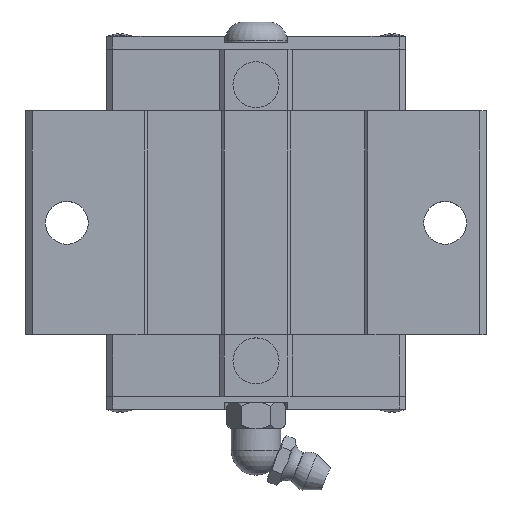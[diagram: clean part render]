
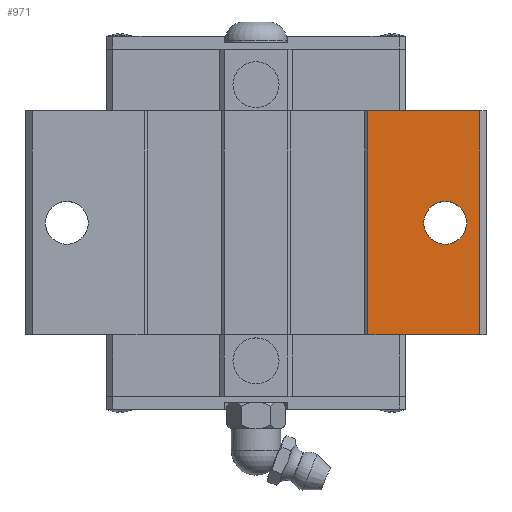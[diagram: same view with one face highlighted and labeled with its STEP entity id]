
A CAD part, top view. The second image highlights one B-rep face of the part: STEP entity #971.
In plain terms, the highlighted planar face has unit normal (0, 0, 1).
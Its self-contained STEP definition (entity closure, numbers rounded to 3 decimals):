
#971=ADVANCED_FACE('',(#1995,#1996),#1997,.T.);
#1995=FACE_OUTER_BOUND('',#3069,.T.);
#1996=FACE_BOUND('',#3070,.T.);
#1997=PLANE('',#3071);
#3069=EDGE_LOOP('',(#6067,#6068,#6069,#6070));
#3070=EDGE_LOOP('',(#6071,#6072));
#3071=AXIS2_PLACEMENT_3D('',#6073,#6074,#6075);
#6067=ORIENTED_EDGE('',*,*,#7596,.T.);
#6068=ORIENTED_EDGE('',*,*,#7527,.T.);
#6069=ORIENTED_EDGE('',*,*,#7602,.F.);
#6070=ORIENTED_EDGE('',*,*,#7577,.T.);
#6071=ORIENTED_EDGE('',*,*,#6471,.T.);
#6072=ORIENTED_EDGE('',*,*,#7603,.T.);
#6073=CARTESIAN_POINT('',(0.0,47.301,33.0));
#6074=DIRECTION('',(0.0,0.0,1.0));
#6075=DIRECTION('',(-1.0,0.0,0.0));
#6471=EDGE_CURVE('',#7746,#7752,#7754,.T.);
#7527=EDGE_CURVE('',#9319,#9317,#9320,.T.);
#7577=EDGE_CURVE('',#9406,#9404,#9407,.T.);
#7596=EDGE_CURVE('',#9404,#9319,#9430,.T.);
#7602=EDGE_CURVE('',#9406,#9317,#9436,.T.);
#7603=EDGE_CURVE('',#7752,#7746,#9437,.T.);
#7746=VERTEX_POINT('',#9619);
#7752=VERTEX_POINT('',#9626);
#7754=CIRCLE('',#9629,3.4);
#9317=VERTEX_POINT('',#12734);
#9319=VERTEX_POINT('',#12737);
#9320=LINE('',#12738,#12739);
#9404=VERTEX_POINT('',#12864);
#9406=VERTEX_POINT('',#12867);
#9407=LINE('',#12868,#12869);
#9430=LINE('',#12904,#12905);
#9436=LINE('',#12913,#12914);
#9437=CIRCLE('',#12915,3.4);
#9619=CARTESIAN_POINT('',(33.4,29.551,33.0));
#9626=CARTESIAN_POINT('',(26.6,29.551,33.0));
#9629=AXIS2_PLACEMENT_3D('',#13137,#13138,#13139);
#12734=CARTESIAN_POINT('',(35.5,11.801,33.0));
#12737=CARTESIAN_POINT('',(17.75,11.801,33.0));
#12738=CARTESIAN_POINT('',(35.5,11.801,33.0));
#12739=VECTOR('',#14149,1.0);
#12864=CARTESIAN_POINT('',(17.75,47.301,33.0));
#12867=CARTESIAN_POINT('',(35.5,47.301,33.0));
#12868=CARTESIAN_POINT('',(35.5,47.301,33.0));
#12869=VECTOR('',#14195,1.0);
#12904=CARTESIAN_POINT('',(17.75,56.176,33.0));
#12905=VECTOR('',#14208,1.0);
#12913=CARTESIAN_POINT('',(35.5,47.301,33.0));
#12914=VECTOR('',#14211,1.0);
#12915=AXIS2_PLACEMENT_3D('',#14212,#14213,#14214);
#13137=CARTESIAN_POINT('',(30.0,29.551,33.0));
#13138=DIRECTION('',(0.0,0.0,-1.0));
#13139=DIRECTION('',(1.0,0.0,0.0));
#14149=DIRECTION('',(1.0,0.0,0.0));
#14195=DIRECTION('',(-1.0,0.0,0.0));
#14208=DIRECTION('',(0.0,-1.0,0.0));
#14211=DIRECTION('',(0.0,-1.0,0.0));
#14212=CARTESIAN_POINT('',(30.0,29.551,33.0));
#14213=DIRECTION('',(0.0,0.0,-1.0));
#14214=DIRECTION('',(1.0,0.0,0.0));
